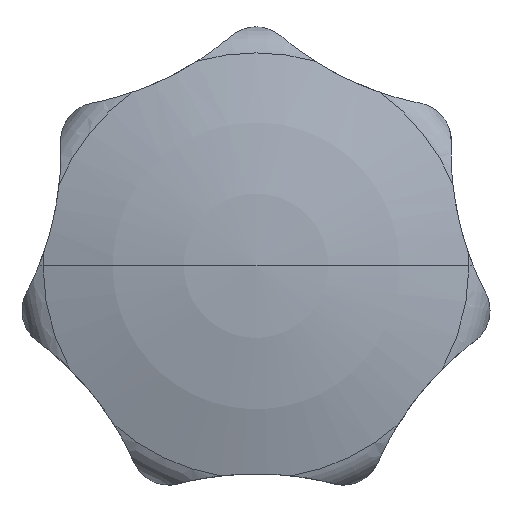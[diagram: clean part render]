
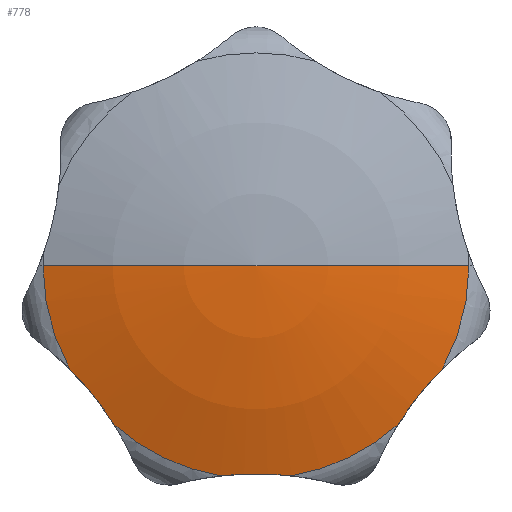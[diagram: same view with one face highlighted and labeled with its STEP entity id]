
A CAD part, top view. The second image highlights one B-rep face of the part: STEP entity #778.
In plain terms, the highlighted spherical face has radius 70 mm.
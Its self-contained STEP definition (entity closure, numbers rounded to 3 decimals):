
#304=EDGE_CURVE('',#612,#696,#828,.T.);
#308=EDGE_CURVE('',#518,#544,#832,.T.);
#384=VERTEX_POINT('',#916);
#390=VERTEX_POINT('',#922);
#432=EDGE_CURVE('',#702,#390,#968,.T.);
#518=VERTEX_POINT('',#1064);
#544=VERTEX_POINT('',#1094);
#554=EDGE_CURVE('',#696,#702,#1105,.T.);
#574=EDGE_CURVE('',#616,#518,#1126,.T.);
#612=VERTEX_POINT('',#1168);
#616=VERTEX_POINT('',#1173);
#622=EDGE_CURVE('',#390,#616,#1181,.T.);
#644=EDGE_CURVE('',#768,#544,#1204,.T.);
#686=EDGE_CURVE('',#384,#612,#1252,.T.);
#696=VERTEX_POINT('',#1262);
#702=VERTEX_POINT('',#1268);
#744=EDGE_CURVE('',#384,#768,#1312,.T.);
#768=VERTEX_POINT('',#1338);
#778=ADVANCED_FACE('',(#1349),#1350,.T.);
#828=B_SPLINE_CURVE_WITH_KNOTS('',3,(#1430,#1431,#1432,#1433,#1434,#1435,#1436,#1437,#1438,#1439),.UNSPECIFIED.,.F.,.F.,(4,2,2,2,4),(51.423,52.374,55.077,57.781,58.731),.UNSPECIFIED.);
#832=CIRCLE('',#1450,22.273);
#916=CARTESIAN_POINT('',(-22.273,0.,28.362));
#922=CARTESIAN_POINT('',(3.701,-21.963,28.362));
#968=B_SPLINE_CURVE_WITH_KNOTS('',3,(#1754,#1755,#1756,#1757,#1758,#1759,#1760,#1761,#1762,#1763),.UNSPECIFIED.,.F.,.F.,(4,2,2,2,4),(51.423,52.374,55.077,57.781,58.731),.UNSPECIFIED.);
#1064=CARTESIAN_POINT('',(19.479,-10.8,28.362));
#1094=CARTESIAN_POINT('',(22.273,0.,28.362));
#1105=CIRCLE('',#2014,22.273);
#1126=B_SPLINE_CURVE_WITH_KNOTS('',3,(#2060,#2061,#2062,#2063,#2064,#2065,#2066,#2067,#2068,#2069),.UNSPECIFIED.,.F.,.F.,(4,2,2,2,4),(51.423,52.374,55.077,57.781,58.731),.UNSPECIFIED.);
#1168=CARTESIAN_POINT('',(-19.479,-10.8,28.362));
#1173=CARTESIAN_POINT('',(14.864,-16.588,28.362));
#1181=CIRCLE('',#2207,22.273);
#1204=CIRCLE('',#2257,70.);
#1252=CIRCLE('',#2361,22.273);
#1262=CARTESIAN_POINT('',(-14.864,-16.588,28.362));
#1268=CARTESIAN_POINT('',(-3.701,-21.963,28.362));
#1312=CIRCLE('',#2496,70.);
#1338=CARTESIAN_POINT('',(0.,0.,32.));
#1349=FACE_OUTER_BOUND('',#2540,.T.);
#1350=SPHERICAL_SURFACE('',#2541,70.);
#1430=CARTESIAN_POINT('',(-19.479,-10.8,28.362));
#1431=CARTESIAN_POINT('',(-19.248,-11.029,28.393));
#1432=CARTESIAN_POINT('',(-19.021,-11.261,28.419));
#1433=CARTESIAN_POINT('',(-18.165,-12.165,28.505));
#1434=CARTESIAN_POINT('',(-17.565,-12.855,28.536));
#1435=CARTESIAN_POINT('',(-16.442,-14.264,28.536));
#1436=CARTESIAN_POINT('',(-15.902,-15.003,28.505));
#1437=CARTESIAN_POINT('',(-15.212,-16.039,28.419));
#1438=CARTESIAN_POINT('',(-15.036,-16.312,28.393));
#1439=CARTESIAN_POINT('',(-14.864,-16.588,28.362));
#1450=AXIS2_PLACEMENT_3D('',#2555,#2556,#2557);
#1754=CARTESIAN_POINT('',(-3.701,-21.963,28.362));
#1755=CARTESIAN_POINT('',(-3.378,-21.925,28.393));
#1756=CARTESIAN_POINT('',(-3.055,-21.893,28.419));
#1757=CARTESIAN_POINT('',(-1.815,-21.786,28.505));
#1758=CARTESIAN_POINT('',(-0.901,-21.748,28.536));
#1759=CARTESIAN_POINT('',(0.901,-21.748,28.536));
#1760=CARTESIAN_POINT('',(1.815,-21.786,28.505));
#1761=CARTESIAN_POINT('',(3.055,-21.893,28.419));
#1762=CARTESIAN_POINT('',(3.378,-21.925,28.393));
#1763=CARTESIAN_POINT('',(3.701,-21.963,28.362));
#2014=AXIS2_PLACEMENT_3D('',#2881,#2882,#2883);
#2060=CARTESIAN_POINT('',(14.864,-16.588,28.362));
#2061=CARTESIAN_POINT('',(15.036,-16.312,28.393));
#2062=CARTESIAN_POINT('',(15.212,-16.039,28.419));
#2063=CARTESIAN_POINT('',(15.902,-15.003,28.505));
#2064=CARTESIAN_POINT('',(16.442,-14.264,28.536));
#2065=CARTESIAN_POINT('',(17.565,-12.855,28.536));
#2066=CARTESIAN_POINT('',(18.165,-12.165,28.505));
#2067=CARTESIAN_POINT('',(19.021,-11.261,28.419));
#2068=CARTESIAN_POINT('',(19.248,-11.029,28.393));
#2069=CARTESIAN_POINT('',(19.479,-10.8,28.362));
#2207=AXIS2_PLACEMENT_3D('',#2962,#2963,#2964);
#2257=AXIS2_PLACEMENT_3D('',#2976,#2977,#2978);
#2361=AXIS2_PLACEMENT_3D('',#3028,#3029,#3030);
#2496=AXIS2_PLACEMENT_3D('',#3057,#3058,#3059);
#2540=EDGE_LOOP('',(#3102,#3103,#3104,#3105,#3106,#3107,#3108,#3109,#3110));
#2541=AXIS2_PLACEMENT_3D('',#3111,#3112,#3113);
#2555=CARTESIAN_POINT('',(0.,0.,28.362));
#2556=DIRECTION('',(0.,0.,1.0));
#2557=DIRECTION('',(1.0,0.,0.));
#2881=CARTESIAN_POINT('',(0.,0.,28.362));
#2882=DIRECTION('',(0.,0.,1.0));
#2883=DIRECTION('',(1.0,0.,0.));
#2962=CARTESIAN_POINT('',(0.,0.,28.362));
#2963=DIRECTION('',(0.,0.,1.0));
#2964=DIRECTION('',(1.0,0.,0.));
#2976=CARTESIAN_POINT('',(0.,0.,-38.));
#2977=DIRECTION('',(0.,1.0,0.));
#2978=DIRECTION('',(0.0,0.,-1.0));
#3028=CARTESIAN_POINT('',(0.,0.,28.362));
#3029=DIRECTION('',(0.,0.,1.0));
#3030=DIRECTION('',(1.0,0.,0.));
#3057=CARTESIAN_POINT('',(0.,0.,-38.));
#3058=DIRECTION('',(0.,1.0,0.));
#3059=DIRECTION('',(0.0,0.,-1.0));
#3102=ORIENTED_EDGE('',*,*,#744,.F.);
#3103=ORIENTED_EDGE('',*,*,#686,.T.);
#3104=ORIENTED_EDGE('',*,*,#304,.T.);
#3105=ORIENTED_EDGE('',*,*,#554,.T.);
#3106=ORIENTED_EDGE('',*,*,#432,.T.);
#3107=ORIENTED_EDGE('',*,*,#622,.T.);
#3108=ORIENTED_EDGE('',*,*,#574,.T.);
#3109=ORIENTED_EDGE('',*,*,#308,.T.);
#3110=ORIENTED_EDGE('',*,*,#644,.F.);
#3111=CARTESIAN_POINT('',(0.,0.,-38.));
#3112=DIRECTION('',(0.,0.,1.0));
#3113=DIRECTION('',(-1.0,0.,0.0));
